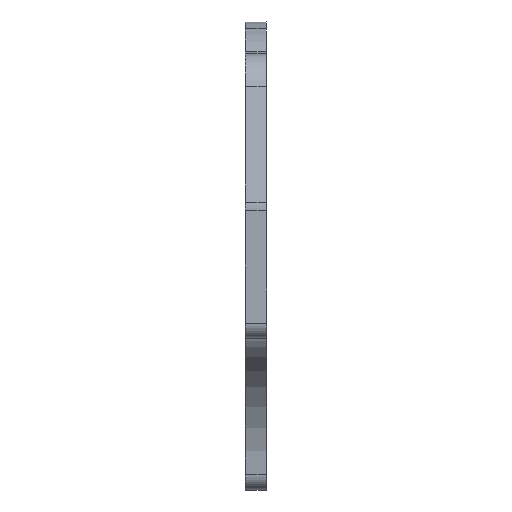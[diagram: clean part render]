
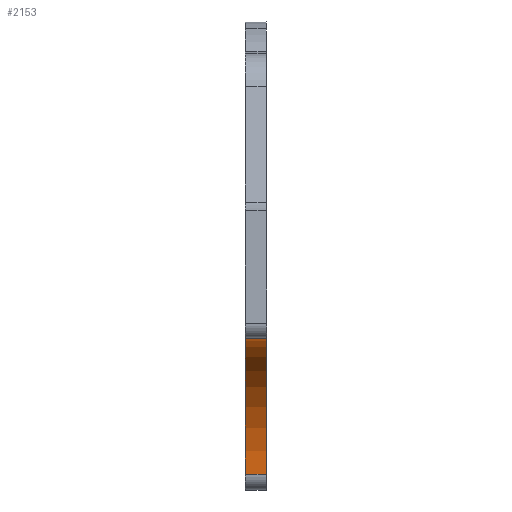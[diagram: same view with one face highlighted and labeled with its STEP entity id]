
A CAD part, left-side view. The second image highlights one B-rep face of the part: STEP entity #2153.
In plain terms, the highlighted cylindrical face has radius 13.026 mm (diameter 26.052 mm), a partial arc.
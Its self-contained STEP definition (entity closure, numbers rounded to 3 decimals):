
#48=CYLINDRICAL_SURFACE('',#2338,13.026);
#169=FACE_OUTER_BOUND('',#294,.T.);
#294=EDGE_LOOP('',(#1583,#1584,#1585,#1586));
#470=LINE('',#3462,#666);
#471=LINE('',#3470,#667);
#666=VECTOR('',#2743,1000.);
#667=VECTOR('',#2754,10.);
#836=CIRCLE('',#2339,13.026);
#837=CIRCLE('',#2340,13.026);
#1006=VERTEX_POINT('',#3460);
#1007=VERTEX_POINT('',#3461);
#1008=VERTEX_POINT('',#3466);
#1009=VERTEX_POINT('',#3468);
#1231=EDGE_CURVE('',#1006,#1007,#470,.T.);
#1234=EDGE_CURVE('',#1008,#1006,#836,.T.);
#1235=EDGE_CURVE('',#1007,#1009,#837,.F.);
#1236=EDGE_CURVE('',#1008,#1009,#471,.T.);
#1583=ORIENTED_EDGE('',*,*,#1234,.T.);
#1584=ORIENTED_EDGE('',*,*,#1231,.T.);
#1585=ORIENTED_EDGE('',*,*,#1235,.T.);
#1586=ORIENTED_EDGE('',*,*,#1236,.F.);
#2153=ADVANCED_FACE('',(#169),#48,.F.);
#2338=AXIS2_PLACEMENT_3D('',#3465,#2748,#2749);
#2339=AXIS2_PLACEMENT_3D('',#3467,#2750,#2751);
#2340=AXIS2_PLACEMENT_3D('',#3469,#2752,#2753);
#2743=DIRECTION('',(0.,-1.,0.));
#2748=DIRECTION('center_axis',(0.,-1.,0.));
#2749=DIRECTION('ref_axis',(0.,0.,-1.));
#2750=DIRECTION('center_axis',(0.,1.,0.));
#2751=DIRECTION('ref_axis',(-1.,0.,0.));
#2752=DIRECTION('center_axis',(0.,1.,0.));
#2753=DIRECTION('ref_axis',(-1.,0.,0.));
#2754=DIRECTION('',(0.,-1.,0.));
#3460=CARTESIAN_POINT('',(171.97,69.04,-25.232));
#3461=CARTESIAN_POINT('',(171.97,67.04,-25.232));
#3462=CARTESIAN_POINT('',(171.97,0.,-25.232));
#3465=CARTESIAN_POINT('Origin',(158.944,69.042,-25.233));
#3466=CARTESIAN_POINT('',(159.07,69.04,-12.208));
#3467=CARTESIAN_POINT('Origin',(158.944,69.04,-25.233));
#3468=CARTESIAN_POINT('',(159.07,67.036,-12.207));
#3469=CARTESIAN_POINT('Origin',(158.944,67.04,-25.233));
#3470=CARTESIAN_POINT('',(159.07,69.04,-12.208));
